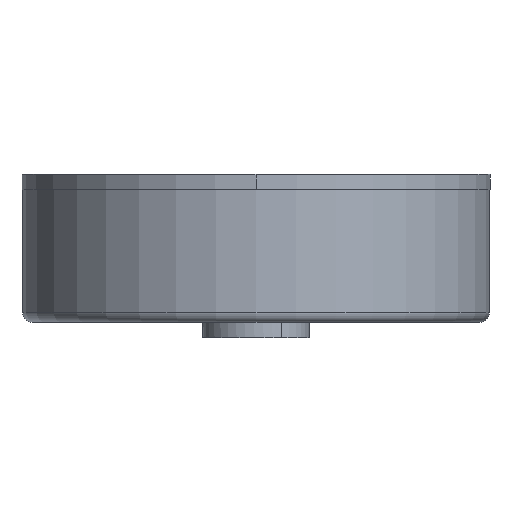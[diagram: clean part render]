
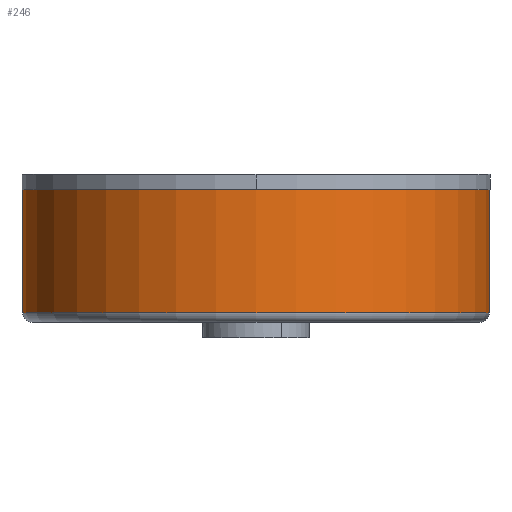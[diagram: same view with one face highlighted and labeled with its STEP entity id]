
A CAD part, front view. The second image highlights one B-rep face of the part: STEP entity #246.
In plain terms, the highlighted cylindrical face has radius 149.5 mm (diameter 299 mm), a partial arc.
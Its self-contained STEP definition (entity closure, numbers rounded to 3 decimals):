
#190=CARTESIAN_POINT('Axis2P3D Location',(0.,0.,42.5)) ;
#199=CARTESIAN_POINT('Vertex',(149.5,0.,85.)) ;
#201=CARTESIAN_POINT('Vertex',(-149.5,0.,85.)) ;
#204=CARTESIAN_POINT('Line Origine',(149.5,0.,45.5)) ;
#208=CARTESIAN_POINT('Vertex',(149.5,0.,6.)) ;
#215=CARTESIAN_POINT('Vertex',(-149.5,0.,6.)) ;
#218=CARTESIAN_POINT('Line Origine',(-149.5,0.,45.5)) ;
#230=CARTESIAN_POINT('Axis2P3D Location',(0.,0.,85.)) ;
#235=CARTESIAN_POINT('Axis2P3D Location',(0.,0.,6.)) ;
#206=VECTOR('Line Direction',#205,1.) ;
#220=VECTOR('Line Direction',#219,1.) ;
#191=DIRECTION('Axis2P3D Direction',(0.,0.,1.)) ;
#192=DIRECTION('Axis2P3D XDirection',(1.,0.,0.)) ;
#205=DIRECTION('Vector Direction',(0.,0.,1.)) ;
#219=DIRECTION('Vector Direction',(0.,0.,1.)) ;
#231=DIRECTION('Axis2P3D Direction',(0.,0.,1.)) ;
#236=DIRECTION('Axis2P3D Direction',(0.,0.,1.)) ;
#193=AXIS2_PLACEMENT_3D('Cylinder Axis2P3D',#190,#191,#192) ;
#232=AXIS2_PLACEMENT_3D('Circle Axis2P3D',#230,#231,$) ;
#237=AXIS2_PLACEMENT_3D('Circle Axis2P3D',#235,#236,$) ;
#207=LINE('Line',#204,#206) ;
#221=LINE('Line',#218,#220) ;
#233=CIRCLE('generated circle',#232,149.5) ;
#238=CIRCLE('generated circle',#237,149.5) ;
#194=CYLINDRICAL_SURFACE('generated cylinder',#193,149.5) ;
#210=EDGE_CURVE('',#200,#209,#207,.F.) ;
#222=EDGE_CURVE('',#202,#216,#221,.F.) ;
#234=EDGE_CURVE('',#202,#200,#233,.T.) ;
#239=EDGE_CURVE('',#216,#209,#238,.T.) ;
#241=ORIENTED_EDGE('',*,*,#234,.F.) ;
#242=ORIENTED_EDGE('',*,*,#222,.T.) ;
#243=ORIENTED_EDGE('',*,*,#239,.T.) ;
#244=ORIENTED_EDGE('',*,*,#210,.F.) ;
#240=EDGE_LOOP('',(#241,#242,#243,#244)) ;
#200=VERTEX_POINT('',#199) ;
#202=VERTEX_POINT('',#201) ;
#209=VERTEX_POINT('',#208) ;
#216=VERTEX_POINT('',#215) ;
#246=ADVANCED_FACE('Hauptk\X2\00F6\X0\rper',(#245),#194,.T.) ;
#245=FACE_OUTER_BOUND('',#240,.T.) ;
